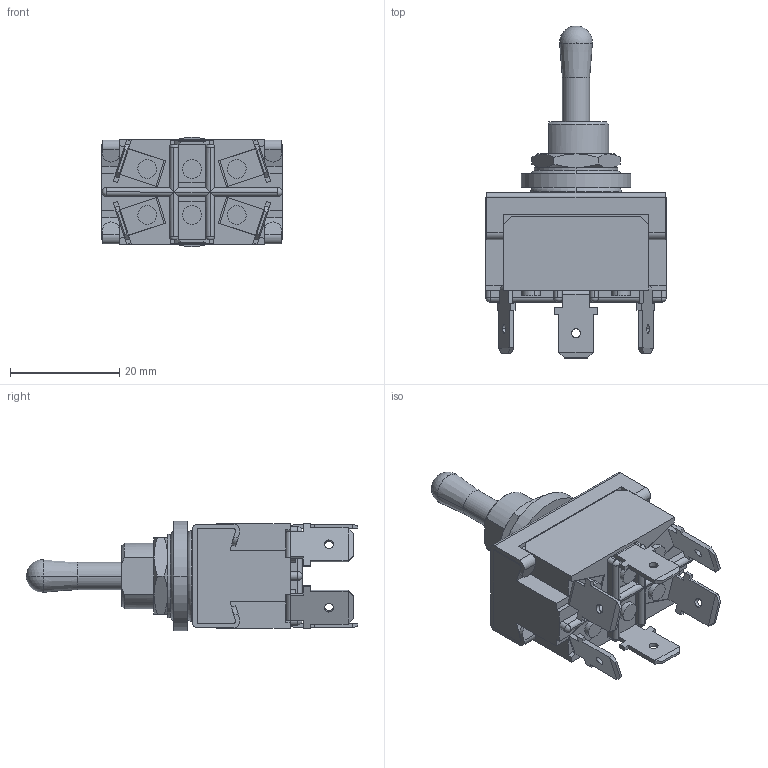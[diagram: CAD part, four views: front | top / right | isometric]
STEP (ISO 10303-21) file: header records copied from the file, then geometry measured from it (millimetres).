
FILE_DESCRIPTION (( 'STEP AP203' ), '1' );
FILE_NAME ('ATP05W.STEP', '2020-03-16T00:04:53', ( '' ), ( '' ), 'SwSTEP 2.0', 'SolidWorks 2018', '' );
FILE_SCHEMA (( 'CONFIG_CONTROL_DESIGN' ));
Length unit declared in the file: millimetre
Products named in the file (10): 働乕僗 2嬌 (A僔儕乕僘); 5端子 (Aシリーズ); 壓慻 2嬌 5抂巕 (A僔儕乕僘); 9801 0063 20(ナット)model; 僼儗乕儉2嬌僩僌儖 (A僔儕乕僘); 僗儕乕僽慻杊悈僩僌儖 (A僔儕乕僘); 9803 0458 20(L儚僢僔儍乕)model; 上組 スリーブ組 防水トグル単-2極 (Aシリーズ); ATP05W; 6061 0728 20(パッキン)
Assembly tree (14 placements, depth 3):
  ATP05W
    壓慻 2嬌 5抂巕 (A僔儕乕僘)
      働乕僗 2嬌 (A僔儕乕僘)
      5端子 (Aシリーズ)  x6
    上組 スリーブ組 防水トグル単-2極 (Aシリーズ)
      僼儗乕儉2嬌僩僌儖 (A僔儕乕僘)
      僗儕乕僽慻杊悈僩僌儖 (A僔儕乕僘)
    6061 0728 20(パッキン)
    9803 0458 20(L儚僢僔儍乕)model
    9801 0063 20(ナット)model
Bounding box: 33 x 60.7 x 20 mm (x, y, z)
Volume: 13525.4 mm3; surface area: 9561.3 mm2
Topology: 12 solids, 12 shells, 435 faces, 1099 edges, 701 vertices
Faces by surface type: plane 263, cylinder 138, cone 16, torus 10, sphere 8
Entity records: 10015 total; most frequent: CARTESIAN_POINT 1676, DIRECTION 1549, ORIENTED_EDGE 1466, EDGE_CURVE 733, AXIS2_PLACEMENT_3D 541, VERTEX_POINT 468, LINE 467, VECTOR 467
